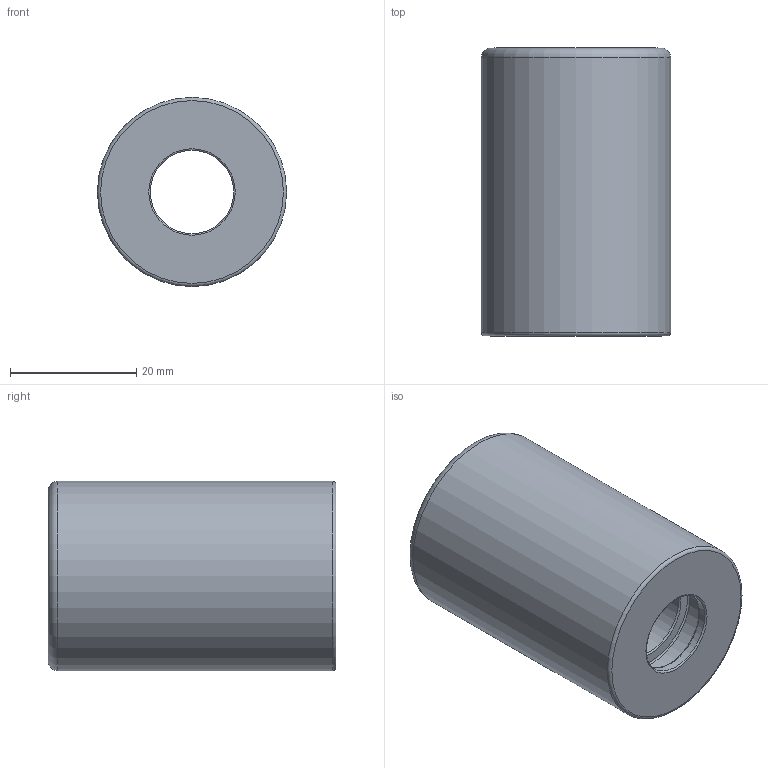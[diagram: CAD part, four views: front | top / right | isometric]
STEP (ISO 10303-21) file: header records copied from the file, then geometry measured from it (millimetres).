
FILE_DESCRIPTION (( 'STEP AP203' ), '1' );
FILE_NAME ('Cutting Head Boot.STEP', '2024-05-14T23:58:48', ( '' ), ( '' ), 'SwSTEP 2.0', 'SolidWorks 2018', '' );
FILE_SCHEMA (( 'CONFIG_CONTROL_DESIGN' ));
Length unit declared in the file: inch
Products named in the file (1): Cutting Head Boot
Bounding box: 29.97 x 45.62 x 29.97 mm (x, y, z)
Volume: 21412.2 mm3; surface area: 7633.7 mm2
Topology: 1 solids, 1 shells, 17 faces, 34 edges, 21 vertices
Faces by surface type: torus 8, plane 4, cylinder 4, cone 1
Full cylindrical faces by diameter (mm): 13.183 x2, 17.247 x1, 29.972 x1
Entity records: 427 total; most frequent: DIRECTION 70, CARTESIAN_POINT 52, AXIS2_PLACEMENT_3D 35, EDGE_LOOP 34, ORIENTED_EDGE 34, FACE_OUTER_BOUND 29, VERTEX_POINT 17, CIRCLE 17
